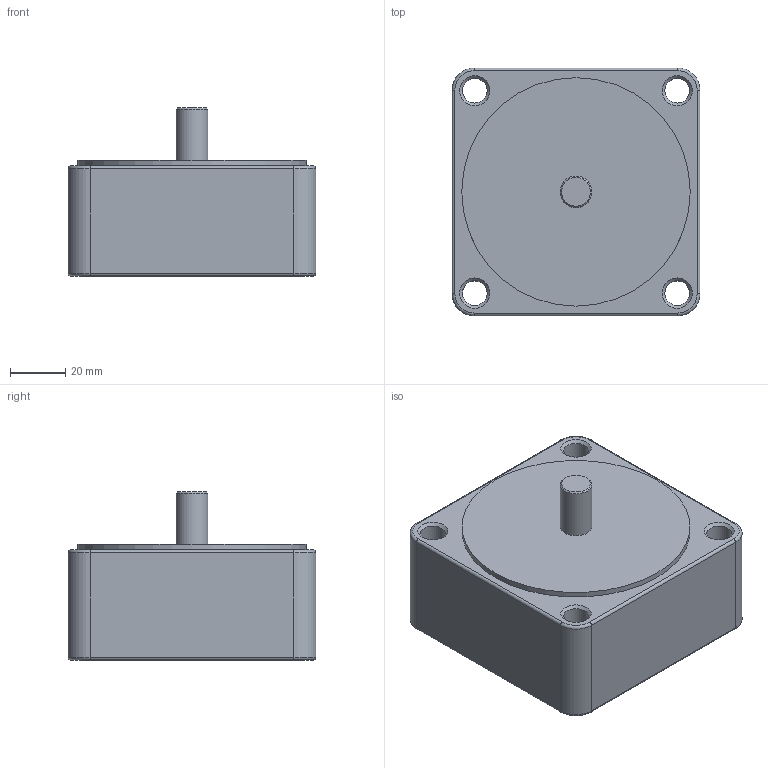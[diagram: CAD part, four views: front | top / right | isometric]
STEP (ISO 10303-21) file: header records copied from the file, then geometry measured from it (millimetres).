
FILE_DESCRIPTION((''),'2;1');
FILE_NAME('S9GX10BH-S.stp','2013-10-01T10:21:05',('jy-jung'),(''),'Autodesk Inventor 2010','Autodesk Inventor 2010','');
FILE_SCHEMA(('AUTOMOTIVE_DESIGN { 1 0 10303 214 1 1 1 1 }'));
Length unit declared in the file: millimetre
Products named in the file (1): 부품1
Bounding box: 90 x 90 x 61.1 mm (x, y, z)
Volume: 294436.9 mm3; surface area: 36854.9 mm2
Topology: 1 solids, 1 shells, 47 faces, 98 edges, 57 vertices
Faces by surface type: cylinder 20, plane 10, cone 9, torus 8
Full cylindrical faces by diameter (mm): 9 x4, 11.47 x1, 13 x1, 83 x2
Entity records: 1206 total; most frequent: DIRECTION 234, CARTESIAN_POINT 186, ORIENTED_EDGE 162, AXIS2_PLACEMENT_3D 105, EDGE_CURVE 81, EDGE_LOOP 76, VERTEX_POINT 57, CIRCLE 57
